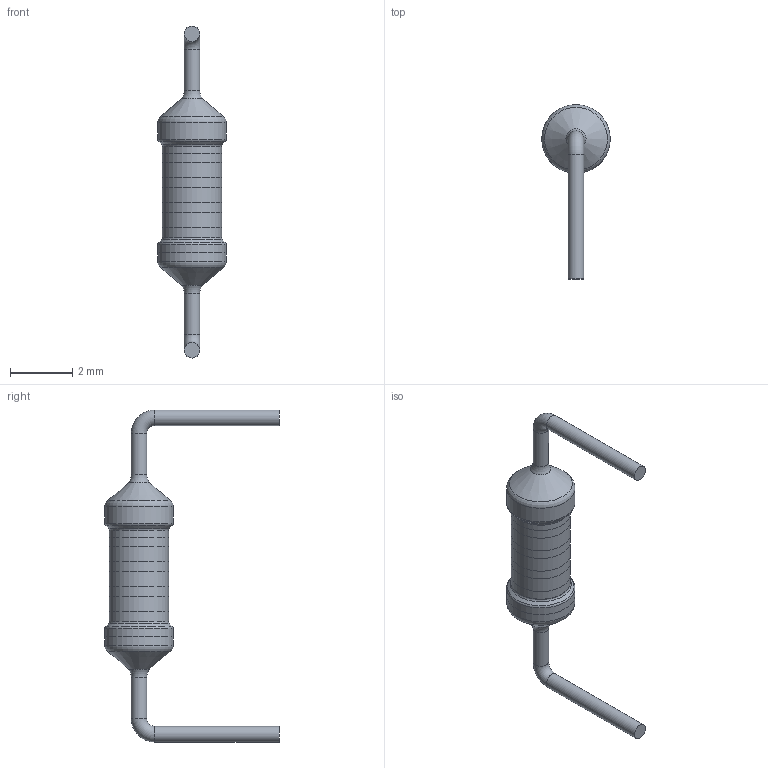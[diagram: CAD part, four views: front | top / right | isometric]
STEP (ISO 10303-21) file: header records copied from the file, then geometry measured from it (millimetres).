
FILE_DESCRIPTION(/* description */ (''),/* implementation_level */ '2;1');
FILE_NAME(/* name */ 'Widerstand.stp',/* time_stamp */ '2017-10-22T19:04:32+02:00',/* author */ ('Alex'),/* organization */ (''),/* preprocessor_version */ 'ST-DEVELOPER v16.5',/* originating_system */ 'Autodesk Inventor 2017',/* authorisation */ '');
FILE_SCHEMA (('AUTOMOTIVE_DESIGN { 1 0 10303 214 3 1 1 }'));
Length unit declared in the file: millimetre
Products named in the file (1): Widerstand
Bounding box: 2.2 x 5.6 x 10.66 mm (x, y, z)
Volume: 19.6 mm3; surface area: 59.6 mm2
Topology: 1 solids, 1 shells, 32 faces, 64 edges, 34 vertices
Faces by surface type: cylinder 16, torus 10, cone 4, plane 2
Full cylindrical faces by diameter (mm): 0.5 x4, 1.9 x9, 2.2 x3
Entity records: 692 total; most frequent: DIRECTION 128, CARTESIAN_POINT 95, AXIS2_PLACEMENT_3D 64, EDGE_LOOP 62, ORIENTED_EDGE 62, FACE_OUTER_BOUND 32, ADVANCED_FACE 32, CIRCLE 31
